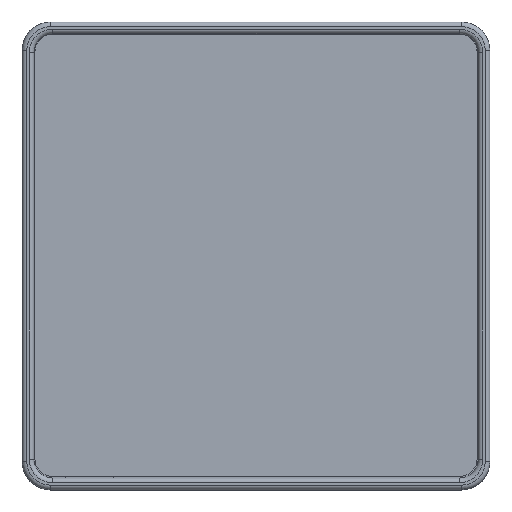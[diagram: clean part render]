
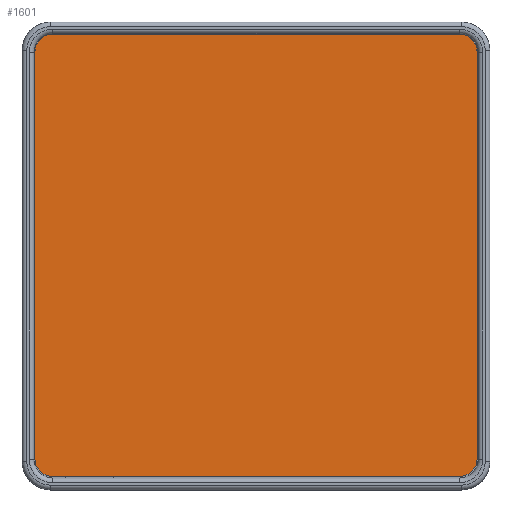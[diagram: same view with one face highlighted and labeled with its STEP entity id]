
A CAD part, top view. The second image highlights one B-rep face of the part: STEP entity #1601.
In plain terms, the highlighted planar face has unit normal (0, 0, 1).
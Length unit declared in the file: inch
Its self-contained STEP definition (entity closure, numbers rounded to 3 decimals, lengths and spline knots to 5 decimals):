
#78=PLANE('',#1771);
#167=FACE_OUTER_BOUND('',#261,.T.);
#261=EDGE_LOOP('',(#1467,#1468,#1469,#1470,#1471,#1472,#1473,#1474));
#401=LINE('',#2686,#553);
#405=LINE('',#2698,#557);
#409=LINE('',#2710,#561);
#413=LINE('',#2722,#565);
#553=VECTOR('',#2213,0.3937);
#557=VECTOR('',#2225,0.3937);
#561=VECTOR('',#2237,0.3937);
#565=VECTOR('',#2249,0.3937);
#638=CIRCLE('',#1758,0.18996);
#640=CIRCLE('',#1762,0.18996);
#642=CIRCLE('',#1766,0.18996);
#644=CIRCLE('',#1770,0.18996);
#779=VERTEX_POINT('',#2683);
#780=VERTEX_POINT('',#2685);
#782=VERTEX_POINT('',#2691);
#784=VERTEX_POINT('',#2697);
#786=VERTEX_POINT('',#2703);
#788=VERTEX_POINT('',#2709);
#790=VERTEX_POINT('',#2715);
#792=VERTEX_POINT('',#2721);
#1001=EDGE_CURVE('',#780,#779,#401,.T.);
#1004=EDGE_CURVE('',#782,#780,#638,.T.);
#1007=EDGE_CURVE('',#784,#782,#405,.T.);
#1010=EDGE_CURVE('',#786,#784,#640,.T.);
#1013=EDGE_CURVE('',#788,#786,#409,.T.);
#1016=EDGE_CURVE('',#790,#788,#642,.T.);
#1019=EDGE_CURVE('',#792,#790,#413,.T.);
#1022=EDGE_CURVE('',#779,#792,#644,.T.);
#1467=ORIENTED_EDGE('',*,*,#1022,.T.);
#1468=ORIENTED_EDGE('',*,*,#1019,.T.);
#1469=ORIENTED_EDGE('',*,*,#1016,.T.);
#1470=ORIENTED_EDGE('',*,*,#1013,.T.);
#1471=ORIENTED_EDGE('',*,*,#1010,.T.);
#1472=ORIENTED_EDGE('',*,*,#1007,.T.);
#1473=ORIENTED_EDGE('',*,*,#1004,.T.);
#1474=ORIENTED_EDGE('',*,*,#1001,.T.);
#1601=ADVANCED_FACE('',(#167),#78,.T.);
#1758=AXIS2_PLACEMENT_3D('',#2692,#2219,#2220);
#1762=AXIS2_PLACEMENT_3D('',#2704,#2231,#2232);
#1766=AXIS2_PLACEMENT_3D('',#2716,#2243,#2244);
#1770=AXIS2_PLACEMENT_3D('',#2726,#2255,#2256);
#1771=AXIS2_PLACEMENT_3D('',#2727,#2257,#2258);
#2213=DIRECTION('',(-1.,0.,0.));
#2219=DIRECTION('center_axis',(0.,0.,1.));
#2220=DIRECTION('ref_axis',(1.,0.,0.));
#2225=DIRECTION('',(0.,1.,0.));
#2231=DIRECTION('center_axis',(0.,0.,1.));
#2232=DIRECTION('ref_axis',(0.,-1.,0.));
#2237=DIRECTION('',(1.,0.,0.));
#2243=DIRECTION('center_axis',(0.,0.,1.));
#2244=DIRECTION('ref_axis',(-1.,0.,0.));
#2249=DIRECTION('',(0.,-1.,0.));
#2255=DIRECTION('center_axis',(0.,0.,1.));
#2256=DIRECTION('ref_axis',(0.,1.,0.));
#2257=DIRECTION('center_axis',(0.,0.,1.));
#2258=DIRECTION('ref_axis',(-1.,0.,0.));
#2683=CARTESIAN_POINT('',(-2.151,2.34096,5.02937));
#2685=CARTESIAN_POINT('',(2.151,2.34096,5.02937));
#2686=CARTESIAN_POINT('',(2.151,2.34096,5.02937));
#2691=CARTESIAN_POINT('',(2.34096,2.151,5.02937));
#2692=CARTESIAN_POINT('Origin',(2.151,2.151,5.02937));
#2697=CARTESIAN_POINT('',(2.34096,-2.151,5.02937));
#2698=CARTESIAN_POINT('',(2.34096,-2.151,5.02937));
#2703=CARTESIAN_POINT('',(2.151,-2.34096,5.02937));
#2704=CARTESIAN_POINT('Origin',(2.151,-2.151,5.02937));
#2709=CARTESIAN_POINT('',(-2.151,-2.34096,5.02937));
#2710=CARTESIAN_POINT('',(-2.151,-2.34096,5.02937));
#2715=CARTESIAN_POINT('',(-2.34096,-2.151,5.02937));
#2716=CARTESIAN_POINT('Origin',(-2.151,-2.151,5.02937));
#2721=CARTESIAN_POINT('',(-2.34096,2.151,5.02937));
#2722=CARTESIAN_POINT('',(-2.34096,2.151,5.02937));
#2726=CARTESIAN_POINT('Origin',(-2.151,2.151,5.02937));
#2727=CARTESIAN_POINT('Origin',(0.,0.,5.02937));
